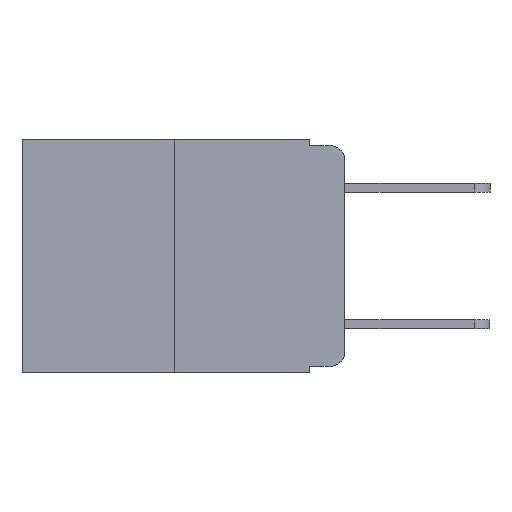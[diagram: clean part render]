
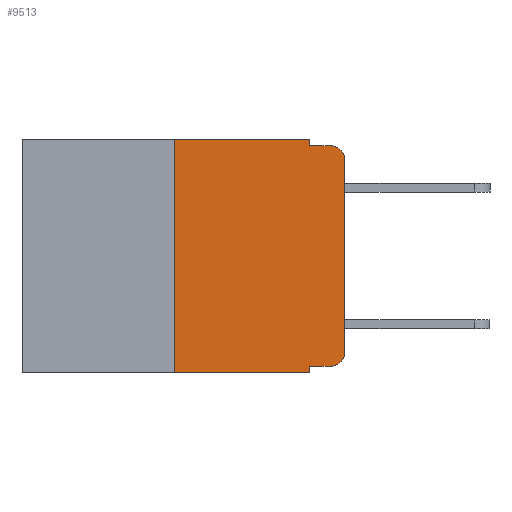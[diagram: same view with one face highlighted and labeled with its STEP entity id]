
A CAD part, left-side view. The second image highlights one B-rep face of the part: STEP entity #9513.
In plain terms, the highlighted planar face has unit normal (-1, 0, 0).
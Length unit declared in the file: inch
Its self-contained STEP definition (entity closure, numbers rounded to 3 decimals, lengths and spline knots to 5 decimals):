
#88 = EDGE_CURVE ( 'NONE', #4571, #10402, #1748, .T. ) ;
#204 = VECTOR ( 'NONE', #4991, 39.37008 ) ;
#290 = CARTESIAN_POINT ( 'NONE',  ( 0., 0.25, 0. ) ) ;
#485 = DIRECTION ( 'NONE',  ( 1., 0., 0. ) ) ;
#753 = ORIENTED_EDGE ( 'NONE', *, *, #5941, .T. ) ;
#950 = VERTEX_POINT ( 'NONE', #9757 ) ;
#1017 = VECTOR ( 'NONE', #4376, 39.37008 ) ;
#1050 = DIRECTION ( 'NONE',  ( 0., 0., 1. ) ) ;
#1171 = AXIS2_PLACEMENT_3D ( 'NONE', #7262, #1937, #8079 ) ;
#1551 = ORIENTED_EDGE ( 'NONE', *, *, #5730, .F. ) ;
#1595 = ORIENTED_EDGE ( 'NONE', *, *, #8026, .T. ) ;
#1695 = ORIENTED_EDGE ( 'NONE', *, *, #10750, .T. ) ;
#1703 = ORIENTED_EDGE ( 'NONE', *, *, #88, .T. ) ;
#1708 = ORIENTED_EDGE ( 'NONE', *, *, #8812, .F. ) ;
#1710 = LINE ( 'NONE', #6427, #1017 ) ;
#1717 = ORIENTED_EDGE ( 'NONE', *, *, #5538, .F. ) ;
#1748 = LINE ( 'NONE', #10520, #6295 ) ;
#1769 = EDGE_CURVE ( 'NONE', #10914, #6142, #3422, .T. ) ;
#1843 = ORIENTED_EDGE ( 'NONE', *, *, #2500, .T. ) ;
#1937 = DIRECTION ( 'NONE',  ( -1., 0., 0. ) ) ;
#2245 = VECTOR ( 'NONE', #4367, 39.37008 ) ;
#2265 = VERTEX_POINT ( 'NONE', #3420 ) ;
#2326 = CARTESIAN_POINT ( 'NONE',  ( 0., 0.02, -0.333 ) ) ;
#2500 = EDGE_CURVE ( 'NONE', #7729, #2653, #9116, .T. ) ;
#2615 = EDGE_LOOP ( 'NONE', ( #1695, #1595, #3127, #8729, #1717, #1708, #1703, #1551, #1843, #753 ) ) ;
#2653 = VERTEX_POINT ( 'NONE', #2326 ) ;
#2665 = VECTOR ( 'NONE', #8718, 39.37008 ) ;
#2678 = DIRECTION ( 'NONE',  ( 0., -1., 0. ) ) ;
#2700 = CARTESIAN_POINT ( 'NONE',  ( 0., 0.051, -0.333 ) ) ;
#3127 = ORIENTED_EDGE ( 'NONE', *, *, #1769, .F. ) ;
#3420 = CARTESIAN_POINT ( 'NONE',  ( 0., 0.051, 0. ) ) ;
#3422 = LINE ( 'NONE', #9631, #204 ) ;
#3614 = CARTESIAN_POINT ( 'NONE',  ( 0., 0.051, 0. ) ) ;
#3623 = CARTESIAN_POINT ( 'NONE',  ( 0., 0.051, -0.01 ) ) ;
#4227 = AXIS2_PLACEMENT_3D ( 'NONE', #10931, #485, #7037 ) ;
#4367 = DIRECTION ( 'NONE',  ( 0., 0., -1. ) ) ;
#4376 = DIRECTION ( 'NONE',  ( 0., -1., 0. ) ) ;
#4558 = VECTOR ( 'NONE', #1050, 39.37008 ) ;
#4571 = VERTEX_POINT ( 'NONE', #10700 ) ;
#4656 = CARTESIAN_POINT ( 'NONE',  ( 0., 0.051, 0. ) ) ;
#4751 = CARTESIAN_POINT ( 'NONE',  ( 0., 0., -0.313 ) ) ;
#4782 = CARTESIAN_POINT ( 'NONE',  ( 0., 0.02, -0.01 ) ) ;
#4991 = DIRECTION ( 'NONE',  ( 0., -1., 0. ) ) ;
#5222 = CARTESIAN_POINT ( 'NONE',  ( 0., 0., 0. ) ) ;
#5429 = PLANE ( 'NONE',  #4227 ) ;
#5538 = EDGE_CURVE ( 'NONE', #10149, #2265, #1710, .T. ) ;
#5730 = EDGE_CURVE ( 'NONE', #7729, #10402, #11293, .T. ) ;
#5941 = EDGE_CURVE ( 'NONE', #2653, #9398, #9879, .T. ) ;
#6142 = VERTEX_POINT ( 'NONE', #4782 ) ;
#6170 = DIRECTION ( 'NONE',  ( 0., 0., -1. ) ) ;
#6295 = VECTOR ( 'NONE', #10747, 39.37008 ) ;
#6340 = DIRECTION ( 'NONE',  ( -1., 0., 0. ) ) ;
#6427 = CARTESIAN_POINT ( 'NONE',  ( 0., 0.473, 0. ) ) ;
#6447 = CARTESIAN_POINT ( 'NONE',  ( 0., 0.02, -0.313 ) ) ;
#6477 = VECTOR ( 'NONE', #2678, 39.37008 ) ;
#6583 = CARTESIAN_POINT ( 'NONE',  ( 0., 0.25, 0. ) ) ;
#6877 = EDGE_CURVE ( 'NONE', #2265, #10914, #9618, .T. ) ;
#7037 = DIRECTION ( 'NONE',  ( 0., 0., -1. ) ) ;
#7262 = CARTESIAN_POINT ( 'NONE',  ( 0., 0.02, -0.03 ) ) ;
#7729 = VERTEX_POINT ( 'NONE', #10454 ) ;
#8026 = EDGE_CURVE ( 'NONE', #950, #6142, #11260, .T. ) ;
#8062 = CARTESIAN_POINT ( 'NONE',  ( 0., 0.051, -0.343 ) ) ;
#8079 = DIRECTION ( 'NONE',  ( 0., 0., -1. ) ) ;
#8718 = DIRECTION ( 'NONE',  ( 0., 0., -1. ) ) ;
#8729 = ORIENTED_EDGE ( 'NONE', *, *, #6877, .F. ) ;
#8786 = AXIS2_PLACEMENT_3D ( 'NONE', #6447, #6340, #6170 ) ;
#8812 = EDGE_CURVE ( 'NONE', #4571, #10149, #10661, .T. ) ;
#9116 = LINE ( 'NONE', #2700, #6477 ) ;
#9229 = DIRECTION ( 'NONE',  ( 0., 0., 1. ) ) ;
#9398 = VERTEX_POINT ( 'NONE', #4751 ) ;
#9513 = ADVANCED_FACE ( 'NONE', ( #11234 ), #5429, .F. ) ;
#9618 = LINE ( 'NONE', #4656, #2665 ) ;
#9631 = CARTESIAN_POINT ( 'NONE',  ( 0., 0.051, -0.01 ) ) ;
#9757 = CARTESIAN_POINT ( 'NONE',  ( 0., 0., -0.03 ) ) ;
#9879 = CIRCLE ( 'NONE', #8786, 0.02 ) ;
#10149 = VERTEX_POINT ( 'NONE', #290 ) ;
#10402 = VERTEX_POINT ( 'NONE', #8062 ) ;
#10454 = CARTESIAN_POINT ( 'NONE',  ( 0., 0.051, -0.333 ) ) ;
#10520 = CARTESIAN_POINT ( 'NONE',  ( 0., 0.473, -0.343 ) ) ;
#10619 = VECTOR ( 'NONE', #9229, 39.37008 ) ;
#10661 = LINE ( 'NONE', #6583, #4558 ) ;
#10700 = CARTESIAN_POINT ( 'NONE',  ( 0., 0.25, -0.343 ) ) ;
#10747 = DIRECTION ( 'NONE',  ( 0., -1., 0. ) ) ;
#10750 = EDGE_CURVE ( 'NONE', #9398, #950, #11092, .T. ) ;
#10914 = VERTEX_POINT ( 'NONE', #3623 ) ;
#10931 = CARTESIAN_POINT ( 'NONE',  ( 0., 0.473, 0. ) ) ;
#11092 = LINE ( 'NONE', #5222, #10619 ) ;
#11234 = FACE_OUTER_BOUND ( 'NONE', #2615, .T. ) ;
#11260 = CIRCLE ( 'NONE', #1171, 0.02 ) ;
#11293 = LINE ( 'NONE', #3614, #2245 ) ;
